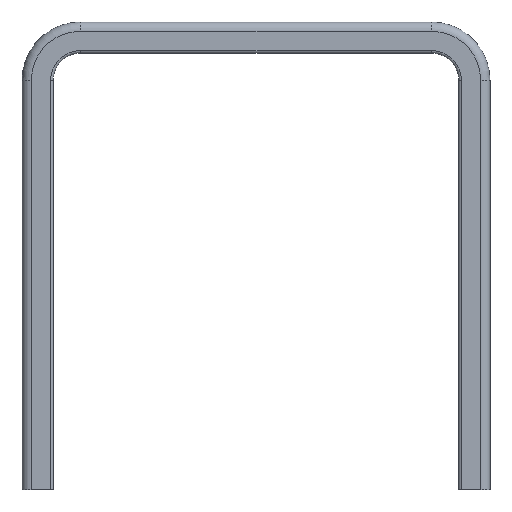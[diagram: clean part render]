
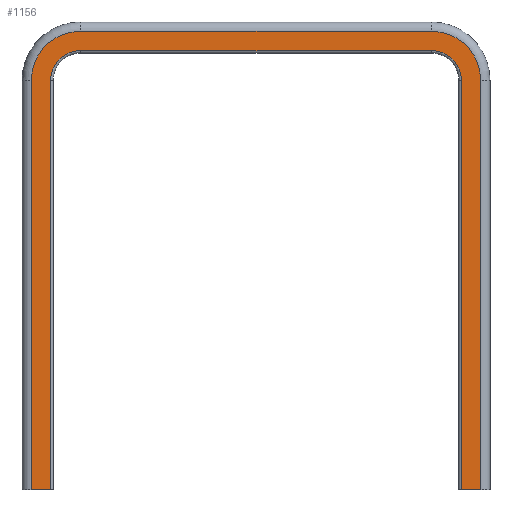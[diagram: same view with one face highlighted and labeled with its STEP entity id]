
A CAD part, front view. The second image highlights one B-rep face of the part: STEP entity #1156.
In plain terms, the highlighted planar face has unit normal (0, -1, 0).
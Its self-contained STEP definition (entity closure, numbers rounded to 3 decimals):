
#34 = EDGE_CURVE ( 'NONE', #301, #335, #1594, .T. ) ;
#89 = EDGE_CURVE ( 'NONE', #332, #92, #1687, .T. ) ;
#92 = VERTEX_POINT ( 'NONE', #1688 ) ;
#143 = VERTEX_POINT ( 'NONE', #1808 ) ;
#150 = EDGE_CURVE ( 'NONE', #143, #155, #1843, .T. ) ;
#155 = VERTEX_POINT ( 'NONE', #1844 ) ;
#243 = VERTEX_POINT ( 'NONE', #2042 ) ;
#301 = VERTEX_POINT ( 'NONE', #2122 ) ;
#305 = EDGE_CURVE ( 'NONE', #243, #301, #2164, .T. ) ;
#332 = VERTEX_POINT ( 'NONE', #2234 ) ;
#335 = VERTEX_POINT ( 'NONE', #2220 ) ;
#390 = EDGE_CURVE ( 'NONE', #335, #332, #2271, .T. ) ;
#406 = VERTEX_POINT ( 'NONE', #2369 ) ;
#461 = EDGE_CURVE ( 'NONE', #406, #480, #2483, .T. ) ;
#480 = VERTEX_POINT ( 'NONE', #2244 ) ;
#579 = VERTEX_POINT ( 'NONE', #2725 ) ;
#583 = EDGE_CURVE ( 'NONE', #579, #143, #2712, .T. ) ;
#734 = EDGE_CURVE ( 'NONE', #743, #579, #3028, .T. ) ;
#743 = VERTEX_POINT ( 'NONE', #3072 ) ;
#960 = EDGE_CURVE ( 'NONE', #406, #743, #3428, .T. ) ;
#1091 = VERTEX_POINT ( 'NONE', #3715 ) ;
#1098 = EDGE_CURVE ( 'NONE', #243, #1091, #3712, .T. ) ;
#1147 = ORIENTED_EDGE ( 'NONE', *, *, #390, .T. ) ;
#1148 = EDGE_CURVE ( 'NONE', #155, #92, #3804, .T. ) ;
#1149 = ORIENTED_EDGE ( 'NONE', *, *, #89, .T. ) ;
#1150 = ORIENTED_EDGE ( 'NONE', *, *, #960, .F. ) ;
#1151 = ORIENTED_EDGE ( 'NONE', *, *, #583, .F. ) ;
#1152 = ORIENTED_EDGE ( 'NONE', *, *, #150, .F. ) ;
#1153 = ORIENTED_EDGE ( 'NONE', *, *, #734, .F. ) ;
#1154 = ORIENTED_EDGE ( 'NONE', *, *, #461, .T. ) ;
#1156 = ADVANCED_FACE ( 'NONE', ( #3806 ), #3794, .F. ) ;
#1157 = EDGE_CURVE ( 'NONE', #480, #1091, #3792, .T. ) ;
#1158 = ORIENTED_EDGE ( 'NONE', *, *, #305, .T. ) ;
#1159 = ORIENTED_EDGE ( 'NONE', *, *, #1098, .F. ) ;
#1160 = ORIENTED_EDGE ( 'NONE', *, *, #34, .T. ) ;
#1164 = ORIENTED_EDGE ( 'NONE', *, *, #1157, .T. ) ;
#1167 = EDGE_LOOP ( 'NONE', ( #1164, #1159, #1158, #1160, #1147, #1149, #1172, #1152, #1151, #1153, #1150, #1154 ) ) ;
#1172 = ORIENTED_EDGE ( 'NONE', *, *, #1148, .F. ) ;
#1591 = DIRECTION ( 'NONE',  ( 1., 0., 0. ) ) ;
#1592 = VECTOR ( 'NONE', #1591, 1000. ) ;
#1593 = CARTESIAN_POINT ( 'NONE',  ( 2017.466, 1439.083, 187.8 ) ) ;
#1594 = LINE ( 'NONE', #1593, #1592 ) ;
#1687 = LINE ( 'NONE', #1729, #1728 ) ;
#1688 = CARTESIAN_POINT ( 'NONE',  ( 2180.266, 1439.083, 0. ) ) ;
#1727 = DIRECTION ( 'NONE',  ( 0., 0., -1. ) ) ;
#1728 = VECTOR ( 'NONE', #1727, 1000. ) ;
#1729 = CARTESIAN_POINT ( 'NONE',  ( 2180.266, 1439.083, 175. ) ) ;
#1808 = CARTESIAN_POINT ( 'NONE',  ( 2188.466, 1439.083, 175. ) ) ;
#1840 = DIRECTION ( 'NONE',  ( 0., 0., -1. ) ) ;
#1841 = VECTOR ( 'NONE', #1840, 1000. ) ;
#1842 = CARTESIAN_POINT ( 'NONE',  ( 2188.466, 1439.083, 175. ) ) ;
#1843 = LINE ( 'NONE', #1842, #1841 ) ;
#1844 = CARTESIAN_POINT ( 'NONE',  ( 2188.466, 1439.083, 0. ) ) ;
#2042 = CARTESIAN_POINT ( 'NONE',  ( 2004.666, 1439.083, 175. ) ) ;
#2122 = CARTESIAN_POINT ( 'NONE',  ( 2017.466, 1439.083, 187.8 ) ) ;
#2159 = DIRECTION ( 'NONE',  ( 0., 0., 1. ) ) ;
#2160 = DIRECTION ( 'NONE',  ( 0., 1., 0. ) ) ;
#2161 = CARTESIAN_POINT ( 'NONE',  ( 2017.466, 1439.083, 175. ) ) ;
#2164 = CIRCLE ( 'NONE', #2170, 12.8 ) ;
#2170 = AXIS2_PLACEMENT_3D ( 'NONE', #2161, #2160, #2159 ) ;
#2220 = CARTESIAN_POINT ( 'NONE',  ( 2167.466, 1439.083, 187.8 ) ) ;
#2234 = CARTESIAN_POINT ( 'NONE',  ( 2180.266, 1439.083, 175. ) ) ;
#2244 = CARTESIAN_POINT ( 'NONE',  ( 1996.466, 1439.083, 0. ) ) ;
#2271 = CIRCLE ( 'NONE', #2359, 12.8 ) ;
#2286 = CARTESIAN_POINT ( 'NONE',  ( 2167.466, 1439.083, 175. ) ) ;
#2354 = DIRECTION ( 'NONE',  ( 0., 0., 1. ) ) ;
#2355 = DIRECTION ( 'NONE',  ( 0., 1., 0. ) ) ;
#2359 = AXIS2_PLACEMENT_3D ( 'NONE', #2286, #2355, #2354 ) ;
#2369 = CARTESIAN_POINT ( 'NONE',  ( 1996.466, 1439.083, 175. ) ) ;
#2463 = VECTOR ( 'NONE', #2477, 1000. ) ;
#2477 = DIRECTION ( 'NONE',  ( 0., 0., -1. ) ) ;
#2478 = CARTESIAN_POINT ( 'NONE',  ( 1996.466, 1439.083, 175. ) ) ;
#2483 = LINE ( 'NONE', #2478, #2463 ) ;
#2708 = CARTESIAN_POINT ( 'NONE',  ( 2167.466, 1439.083, 175. ) ) ;
#2712 = CIRCLE ( 'NONE', #2716, 21. ) ;
#2716 = AXIS2_PLACEMENT_3D ( 'NONE', #2708, #2768, #2767 ) ;
#2725 = CARTESIAN_POINT ( 'NONE',  ( 2167.466, 1439.083, 196. ) ) ;
#2767 = DIRECTION ( 'NONE',  ( 0., 0., 1. ) ) ;
#2768 = DIRECTION ( 'NONE',  ( 0., 1., 0. ) ) ;
#3022 = DIRECTION ( 'NONE',  ( 1., 0., 0. ) ) ;
#3023 = VECTOR ( 'NONE', #3022, 1000. ) ;
#3028 = LINE ( 'NONE', #3040, #3023 ) ;
#3040 = CARTESIAN_POINT ( 'NONE',  ( 2017.466, 1439.083, 196. ) ) ;
#3072 = CARTESIAN_POINT ( 'NONE',  ( 2017.466, 1439.083, 196. ) ) ;
#3395 = CARTESIAN_POINT ( 'NONE',  ( 2017.466, 1439.083, 175. ) ) ;
#3422 = AXIS2_PLACEMENT_3D ( 'NONE', #3395, #3479, #3478 ) ;
#3428 = CIRCLE ( 'NONE', #3422, 21. ) ;
#3478 = DIRECTION ( 'NONE',  ( 0., 0., 1. ) ) ;
#3479 = DIRECTION ( 'NONE',  ( 0., 1., 0. ) ) ;
#3696 = DIRECTION ( 'NONE',  ( 0., 0., -1. ) ) ;
#3697 = VECTOR ( 'NONE', #3696, 1000. ) ;
#3698 = CARTESIAN_POINT ( 'NONE',  ( 2004.666, 1439.083, 175. ) ) ;
#3712 = LINE ( 'NONE', #3698, #3697 ) ;
#3715 = CARTESIAN_POINT ( 'NONE',  ( 2004.666, 1439.083, 0. ) ) ;
#3785 = DIRECTION ( 'NONE',  ( 1., 0., 0. ) ) ;
#3786 = VECTOR ( 'NONE', #3785, 1000. ) ;
#3787 = CARTESIAN_POINT ( 'NONE',  ( 1996.466, 1439.083, 0. ) ) ;
#3790 = DIRECTION ( 'NONE',  ( -1., 0., 0. ) ) ;
#3791 = DIRECTION ( 'NONE',  ( 0., 1., 0. ) ) ;
#3792 = LINE ( 'NONE', #3787, #3786 ) ;
#3794 = PLANE ( 'NONE',  #3805 ) ;
#3795 = DIRECTION ( 'NONE',  ( -1., 0., 0. ) ) ;
#3796 = VECTOR ( 'NONE', #3795, 1000. ) ;
#3797 = CARTESIAN_POINT ( 'NONE',  ( 2188.466, 1439.083, 0. ) ) ;
#3798 = CARTESIAN_POINT ( 'NONE',  ( 1996.466, 1439.083, 175. ) ) ;
#3804 = LINE ( 'NONE', #3797, #3796 ) ;
#3805 = AXIS2_PLACEMENT_3D ( 'NONE', #3798, #3791, #3790 ) ;
#3806 = FACE_OUTER_BOUND ( 'NONE', #1167, .T. ) ;
